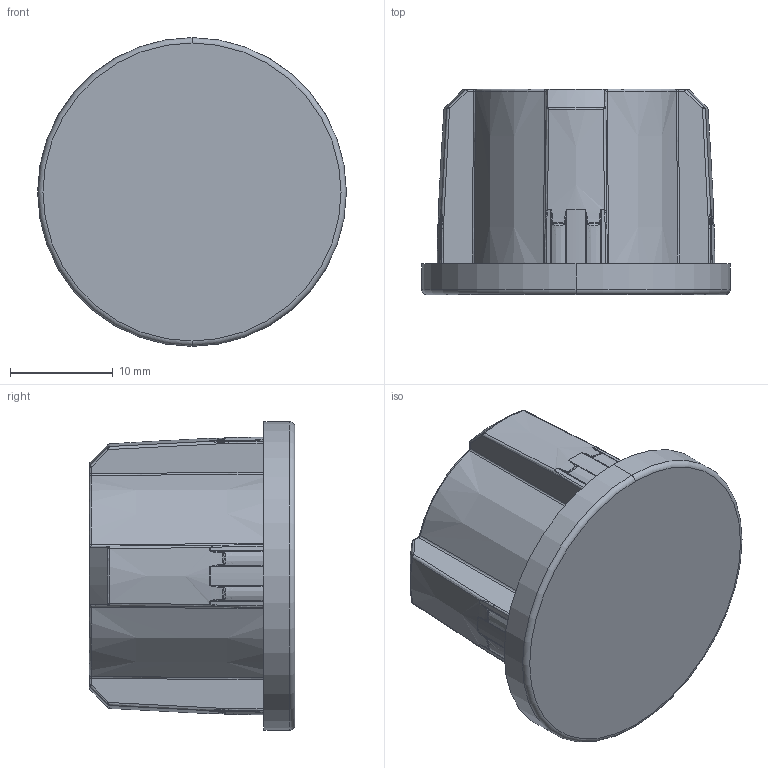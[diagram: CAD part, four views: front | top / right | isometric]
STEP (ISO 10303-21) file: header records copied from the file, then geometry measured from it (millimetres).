
FILE_DESCRIPTION (( 'STEP AP214' ), '1' );
FILE_NAME ('099RV30CC02.STEP', '2019-11-05T11:33:27', ( '' ), ( '' ), 'SwSTEP 2.0', 'SolidWorks 2019', '' );
FILE_SCHEMA (( 'AUTOMOTIVE_DESIGN' ));
Length unit declared in the file: millimetre
Products named in the file (1): 099RV30CC02
Bounding box: 30.05 x 20 x 30.05 mm (x, y, z)
Volume: 4127.6 mm3; surface area: 4424.4 mm2
Topology: 1 solids, 1 shells, 492 faces, 1151 edges, 584 vertices
Faces by surface type: bspline 192, torus 90, sphere 64, cylinder 64, cone 49, plane 33
Entity records: 17987 total; most frequent: CARTESIAN_POINT 8484, ORIENTED_EDGE 2142, DIRECTION 1843, EDGE_CURVE 1071, AXIS2_PLACEMENT_3D 855, VERTEX_POINT 584, CIRCLE 554, EDGE_LOOP 495
